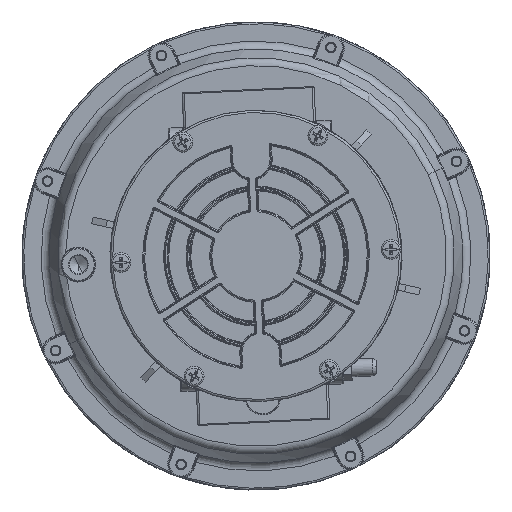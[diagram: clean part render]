
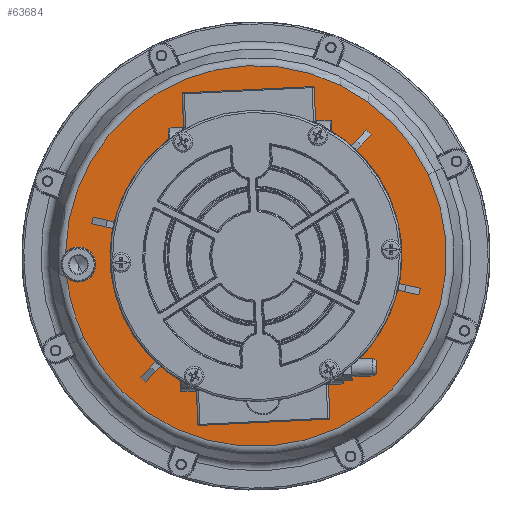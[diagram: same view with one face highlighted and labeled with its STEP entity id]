
A CAD part, front view. The second image highlights one B-rep face of the part: STEP entity #63684.
In plain terms, the highlighted face is planar.
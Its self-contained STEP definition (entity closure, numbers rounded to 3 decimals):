
#55841=CARTESIAN_POINT('',(-40.547,-82.038,0.));
#55863=CARTESIAN_POINT('',(-29.338,-86.681,0.));
#55875=CARTESIAN_POINT('',(-32.719,-78.992,0.));
#55876=DIRECTION('',(0.,0.,-1.));
#55877=DIRECTION('',(-0.932,-0.363,0.));
#55878=AXIS2_PLACEMENT_3D('',#55875,#55876,#55877);
#56016=CARTESIAN_POINT('',(0.,0.,0.));
#56017=DIRECTION('',(0.,0.,-1.));
#56018=DIRECTION('',(-0.593,-0.805,0.));
#56019=AXIS2_PLACEMENT_3D('',#56016,#56017,#56018);
#56021=DIRECTION('',(0.609,0.793,0.));
#56022=VECTOR('',#56021,10.302);
#56023=CARTESIAN_POINT('',(-47.726,-64.826,0.));
#56024=LINE('',#56023,#56022);
#56025=DIRECTION('',(-0.383,0.924,0.));
#56026=VECTOR('',#56025,10.302);
#56027=CARTESIAN_POINT('',(29.322,-74.97,0.));
#56028=LINE('',#56027,#56026);
#56029=CARTESIAN_POINT('',(0.,0.,0.));
#56030=DIRECTION('',(0.,0.,-1.));
#56031=DIRECTION('',(0.401,-0.916,0.));
#56032=AXIS2_PLACEMENT_3D('',#56029,#56030,#56031);
#56034=DIRECTION('',(-0.383,0.924,0.));
#56035=VECTOR('',#56034,10.302);
#56036=CARTESIAN_POINT('',(32.278,-73.745,0.));
#56037=LINE('',#56036,#56035);
#56038=DIRECTION('',(-0.609,-0.793,0.));
#56039=VECTOR('',#56038,10.302);
#56040=CARTESIAN_POINT('',(50.265,62.878,0.));
#56041=LINE('',#56040,#56039);
#56042=CARTESIAN_POINT('',(0.,0.,0.));
#56043=DIRECTION('',(0.,0.,-1.));
#56044=DIRECTION('',(0.593,0.805,0.));
#56045=AXIS2_PLACEMENT_3D('',#56042,#56043,#56044);
#56047=DIRECTION('',(-0.609,-0.793,0.));
#56048=VECTOR('',#56047,10.302);
#56049=CARTESIAN_POINT('',(47.726,64.826,0.));
#56050=LINE('',#56049,#56048);
#56051=DIRECTION('',(0.383,-0.924,0.));
#56052=VECTOR('',#56051,10.302);
#56053=CARTESIAN_POINT('',(-29.322,74.97,0.));
#56054=LINE('',#56053,#56052);
#56055=CARTESIAN_POINT('',(0.,0.,0.));
#56056=DIRECTION('',(0.,0.,-1.));
#56057=DIRECTION('',(-0.401,0.916,0.));
#56058=AXIS2_PLACEMENT_3D('',#56055,#56056,#56057);
#56060=DIRECTION('',(0.383,-0.924,0.));
#56061=VECTOR('',#56060,10.302);
#56062=CARTESIAN_POINT('',(-32.278,73.745,0.));
#56063=LINE('',#56062,#56061);
#56064=DIRECTION('',(0.609,0.793,0.));
#56065=VECTOR('',#56064,10.302);
#56066=CARTESIAN_POINT('',(-50.265,-62.878,0.));
#56067=LINE('',#56066,#56065);
#56068=CARTESIAN_POINT('',(0.,0.,0.));
#56069=DIRECTION('',(0.,0.,1.));
#56070=DIRECTION('',(0.,1.,0.));
#56071=AXIS2_PLACEMENT_3D('',#56068,#56069,#56070);
#56073=CARTESIAN_POINT('',(0.,0.,0.));
#56074=DIRECTION('',(0.,0.,1.));
#56075=DIRECTION('',(0.,-1.,0.));
#56076=AXIS2_PLACEMENT_3D('',#56073,#56074,#56075);
#56078=CARTESIAN_POINT('',(0.,0.,0.));
#56079=DIRECTION('',(0.,0.,1.));
#56080=DIRECTION('',(-0.321,-0.947,0.));
#56081=AXIS2_PLACEMENT_3D('',#56078,#56079,#56080);
#56104=CARTESIAN_POINT('',(0.,0.,0.));
#56105=DIRECTION('',(0.,0.,1.));
#56106=DIRECTION('',(-0.591,-0.807,0.));
#56107=AXIS2_PLACEMENT_3D('',#56104,#56105,#56106);
#56109=CARTESIAN_POINT('',(0.,0.,0.));
#56110=DIRECTION('',(0.,0.,1.));
#56111=DIRECTION('',(-0.404,0.915,0.));
#56112=AXIS2_PLACEMENT_3D('',#56109,#56110,#56111);
#56114=CARTESIAN_POINT('',(0.,0.,0.));
#56115=DIRECTION('',(0.,0.,1.));
#56116=DIRECTION('',(0.,1.,0.));
#56117=AXIS2_PLACEMENT_3D('',#56114,#56115,#56116);
#56182=CARTESIAN_POINT('',(0.,0.,0.));
#56183=DIRECTION('',(0.,0.,-1.));
#56184=DIRECTION('',(0.,1.,0.));
#56185=AXIS2_PLACEMENT_3D('',#56182,#56183,#56184);
#56187=CARTESIAN_POINT('',(0.,0.,0.));
#56188=DIRECTION('',(0.,0.,-1.));
#56189=DIRECTION('',(0.627,0.779,0.));
#56190=AXIS2_PLACEMENT_3D('',#56187,#56188,#56189);
#56192=CARTESIAN_POINT('',(0.,0.,0.));
#56193=DIRECTION('',(0.,0.,-1.));
#56194=DIRECTION('',(0.362,-0.932,0.));
#56195=AXIS2_PLACEMENT_3D('',#56192,#56193,#56194);
#58162=CARTESIAN_POINT('',(0.,70.2,0.));
#58164=VERTEX_POINT('',#58162);
#58190=CARTESIAN_POINT('',(0.,-70.2,0.));
#58192=VERTEX_POINT('',#58190);
#58218=CARTESIAN_POINT('',(0.,-91.512,0.));
#58219=CARTESIAN_POINT('',(0.,91.512,0.));
#58220=VERTEX_POINT('',#58218);
#58221=VERTEX_POINT('',#58219);
#58500=CARTESIAN_POINT('',(32.278,-73.745,0.));
#58501=CARTESIAN_POINT('',(29.322,-74.97,0.));
#58502=VERTEX_POINT('',#58500);
#58503=VERTEX_POINT('',#58501);
#58504=CARTESIAN_POINT('',(25.379,-65.452,0.));
#58505=VERTEX_POINT('',#58504);
#58506=CARTESIAN_POINT('',(28.336,-64.227,0.));
#58507=VERTEX_POINT('',#58506);
#58516=CARTESIAN_POINT('',(47.726,64.826,0.));
#58517=CARTESIAN_POINT('',(50.265,62.878,0.));
#58518=VERTEX_POINT('',#58516);
#58519=VERTEX_POINT('',#58517);
#58520=CARTESIAN_POINT('',(43.993,54.705,0.));
#58521=VERTEX_POINT('',#58520);
#58522=CARTESIAN_POINT('',(41.455,56.653,0.));
#58523=VERTEX_POINT('',#58522);
#58532=CARTESIAN_POINT('',(-32.278,73.745,0.));
#58533=CARTESIAN_POINT('',(-29.322,74.97,0.));
#58534=VERTEX_POINT('',#58532);
#58535=VERTEX_POINT('',#58533);
#58536=CARTESIAN_POINT('',(-25.379,65.452,0.));
#58537=VERTEX_POINT('',#58536);
#58538=CARTESIAN_POINT('',(-28.336,64.227,0.));
#58539=VERTEX_POINT('',#58538);
#58548=CARTESIAN_POINT('',(-47.726,-64.826,0.));
#58549=CARTESIAN_POINT('',(-50.265,-62.878,0.));
#58550=VERTEX_POINT('',#58548);
#58551=VERTEX_POINT('',#58549);
#58552=CARTESIAN_POINT('',(-43.993,-54.705,0.));
#58553=VERTEX_POINT('',#58552);
#58554=CARTESIAN_POINT('',(-41.455,-56.653,0.));
#58555=VERTEX_POINT('',#58554);
#58979=VERTEX_POINT('',#55841);
#58982=VERTEX_POINT('',#55863);
#63634=CARTESIAN_POINT('',(0.,0.,0.));
#63635=DIRECTION('',(0.,0.,1.));
#63636=DIRECTION('',(0.,1.,0.));
#63637=AXIS2_PLACEMENT_3D('',#63634,#63635,#63636);
#63638=PLANE('',#63637);
#63639=ORIENTED_EDGE('',*,*,#63401,.F.);
#63640=ORIENTED_EDGE('',*,*,#63256,.F.);
#63642=ORIENTED_EDGE('',*,*,#63641,.F.);
#63643=ORIENTED_EDGE('',*,*,#63249,.F.);
#63644=EDGE_LOOP('',(#63639,#63640,#63642,#63643));
#63645=FACE_OUTER_BOUND('',#63644,.F.);
#63647=ORIENTED_EDGE('',*,*,#63646,.F.);
#63649=ORIENTED_EDGE('',*,*,#63648,.T.);
#63651=ORIENTED_EDGE('',*,*,#63650,.T.);
#63653=ORIENTED_EDGE('',*,*,#63652,.F.);
#63655=ORIENTED_EDGE('',*,*,#63654,.F.);
#63657=ORIENTED_EDGE('',*,*,#63656,.F.);
#63659=ORIENTED_EDGE('',*,*,#63658,.T.);
#63661=ORIENTED_EDGE('',*,*,#63660,.F.);
#63663=ORIENTED_EDGE('',*,*,#63662,.F.);
#63665=ORIENTED_EDGE('',*,*,#63664,.F.);
#63667=ORIENTED_EDGE('',*,*,#63666,.T.);
#63669=ORIENTED_EDGE('',*,*,#63668,.F.);
#63671=ORIENTED_EDGE('',*,*,#63670,.T.);
#63673=ORIENTED_EDGE('',*,*,#63672,.F.);
#63675=ORIENTED_EDGE('',*,*,#63674,.F.);
#63677=ORIENTED_EDGE('',*,*,#63676,.T.);
#63679=ORIENTED_EDGE('',*,*,#63678,.T.);
#63681=ORIENTED_EDGE('',*,*,#63680,.F.);
#63682=EDGE_LOOP('',(#63647,#63649,#63651,#63653,#63655,#63657,#63659,#63661,
#63663,#63665,#63667,#63669,#63671,#63673,#63675,#63677,#63679,#63681));
#63683=FACE_BOUND('',#63682,.F.);
#63684=ADVANCED_FACE('',(#63645,#63683),#63638,.T.);
#55879=CIRCLE('',#55878,8.4);
#56020=CIRCLE('',#56019,80.5);
#56033=CIRCLE('',#56032,80.5);
#56046=CIRCLE('',#56045,80.5);
#56059=CIRCLE('',#56058,80.5);
#56072=CIRCLE('',#56071,91.512);
#56077=CIRCLE('',#56076,91.512);
#56082=CIRCLE('',#56081,91.512);
#56108=CIRCLE('',#56107,70.2);
#56113=CIRCLE('',#56112,70.2);
#56118=CIRCLE('',#56117,70.2);
#56186=CIRCLE('',#56185,70.2);
#56191=CIRCLE('',#56190,70.2);
#56196=CIRCLE('',#56195,70.2);
#63249=EDGE_CURVE('',#58982,#58220,#56082,.T.);
#63256=EDGE_CURVE('',#58221,#58979,#56072,.T.);
#63401=EDGE_CURVE('',#58979,#58982,#55879,.T.);
#63641=EDGE_CURVE('',#58220,#58221,#56077,.T.);
#63646=EDGE_CURVE('',#58550,#58551,#56020,.T.);
#63648=EDGE_CURVE('',#58550,#58555,#56024,.T.);
#63650=EDGE_CURVE('',#58555,#58192,#56108,.T.);
#63652=EDGE_CURVE('',#58505,#58192,#56196,.T.);
#63654=EDGE_CURVE('',#58503,#58505,#56028,.T.);
#63656=EDGE_CURVE('',#58502,#58503,#56033,.T.);
#63658=EDGE_CURVE('',#58502,#58507,#56037,.T.);
#63660=EDGE_CURVE('',#58521,#58507,#56191,.T.);
#63662=EDGE_CURVE('',#58519,#58521,#56041,.T.);
#63664=EDGE_CURVE('',#58518,#58519,#56046,.T.);
#63666=EDGE_CURVE('',#58518,#58523,#56050,.T.);
#63668=EDGE_CURVE('',#58164,#58523,#56186,.T.);
#63670=EDGE_CURVE('',#58164,#58537,#56118,.T.);
#63672=EDGE_CURVE('',#58535,#58537,#56054,.T.);
#63674=EDGE_CURVE('',#58534,#58535,#56059,.T.);
#63676=EDGE_CURVE('',#58534,#58539,#56063,.T.);
#63678=EDGE_CURVE('',#58539,#58553,#56113,.T.);
#63680=EDGE_CURVE('',#58551,#58553,#56067,.T.);
